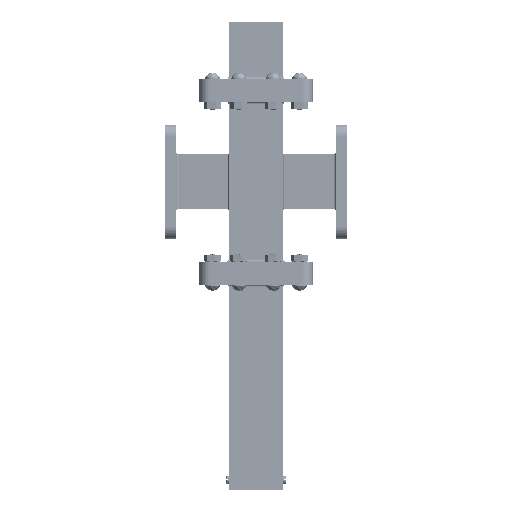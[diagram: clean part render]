
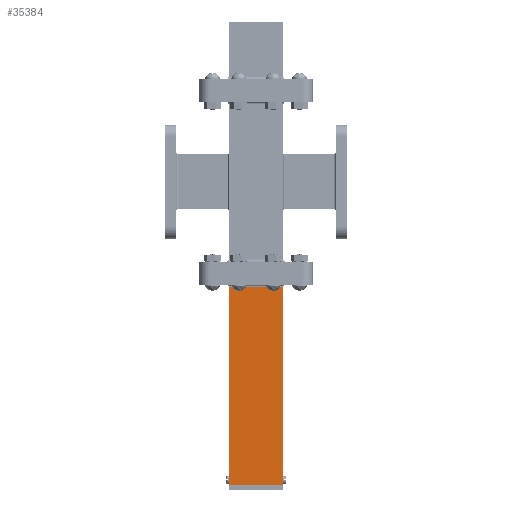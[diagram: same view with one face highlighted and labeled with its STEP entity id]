
A CAD part, front view. The second image highlights one B-rep face of the part: STEP entity #35384.
In plain terms, the highlighted planar face has unit normal (0, -1, 0).
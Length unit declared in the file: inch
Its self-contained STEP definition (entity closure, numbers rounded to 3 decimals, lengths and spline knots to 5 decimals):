
#18 = LINE ( 'NONE', #15653, #4783 ) ;
#864 = CARTESIAN_POINT ( 'NONE',  ( 0.601, -0.2885, -0.3 ) ) ;
#1194 = DIRECTION ( 'NONE',  ( 0., 0., 1. ) ) ;
#2224 = DIRECTION ( 'NONE',  ( 0., 1., 0. ) ) ;
#2400 = DIRECTION ( 'NONE',  ( -1., 0., 0. ) ) ;
#3007 = VERTEX_POINT ( 'NONE', #5375 ) ;
#4217 = DIRECTION ( 'NONE',  ( 1., 0., 0. ) ) ;
#4783 = VECTOR ( 'NONE', #5025, 39.37008 ) ;
#5025 = DIRECTION ( 'NONE',  ( 0., 0., 1. ) ) ;
#5267 = CARTESIAN_POINT ( 'NONE',  ( -0.601, -0.2885, -4.65 ) ) ;
#5305 = CARTESIAN_POINT ( 'NONE',  ( 0., -0.2885, -0.3 ) ) ;
#5375 = CARTESIAN_POINT ( 'NONE',  ( 0.601, -0.2885, -4.65 ) ) ;
#7103 = CARTESIAN_POINT ( 'NONE',  ( -0.601, -0.2885, -0.3 ) ) ;
#9124 = FACE_OUTER_BOUND ( 'NONE', #12218, .T. ) ;
#11242 = AXIS2_PLACEMENT_3D ( 'NONE', #27353, #2224, #27233 ) ;
#11711 = EDGE_CURVE ( 'NONE', #16270, #3007, #31991, .T. ) ;
#12218 = EDGE_LOOP ( 'NONE', ( #24072, #25352, #22453, #28794 ) ) ;
#15653 = CARTESIAN_POINT ( 'NONE',  ( -0.601, -0.2885, -4.75 ) ) ;
#15846 = VECTOR ( 'NONE', #4217, 39.37008 ) ;
#16270 = VERTEX_POINT ( 'NONE', #5267 ) ;
#16324 = VECTOR ( 'NONE', #1194, 39.37008 ) ;
#17126 = EDGE_CURVE ( 'NONE', #3007, #25022, #23741, .T. ) ;
#21596 = PLANE ( 'NONE',  #11242 ) ;
#21743 = LINE ( 'NONE', #5305, #24372 ) ;
#22453 = ORIENTED_EDGE ( 'NONE', *, *, #34818, .F. ) ;
#23741 = LINE ( 'NONE', #28876, #16324 ) ;
#24072 = ORIENTED_EDGE ( 'NONE', *, *, #17126, .T. ) ;
#24169 = EDGE_CURVE ( 'NONE', #25022, #25720, #21743, .T. ) ;
#24372 = VECTOR ( 'NONE', #2400, 39.37008 ) ;
#25022 = VERTEX_POINT ( 'NONE', #864 ) ;
#25352 = ORIENTED_EDGE ( 'NONE', *, *, #24169, .T. ) ;
#25720 = VERTEX_POINT ( 'NONE', #7103 ) ;
#27233 = DIRECTION ( 'NONE',  ( -1., 0., 0. ) ) ;
#27353 = CARTESIAN_POINT ( 'NONE',  ( 0., -0.2885, -4.75 ) ) ;
#28794 = ORIENTED_EDGE ( 'NONE', *, *, #11711, .T. ) ;
#28876 = CARTESIAN_POINT ( 'NONE',  ( 0.601, -0.2885, -4.75 ) ) ;
#29130 = CARTESIAN_POINT ( 'NONE',  ( 0., -0.2885, -4.65 ) ) ;
#31991 = LINE ( 'NONE', #29130, #15846 ) ;
#34818 = EDGE_CURVE ( 'NONE', #16270, #25720, #18, .T. ) ;
#35384 = ADVANCED_FACE ( 'NONE', ( #9124 ), #21596, .F. ) ;
